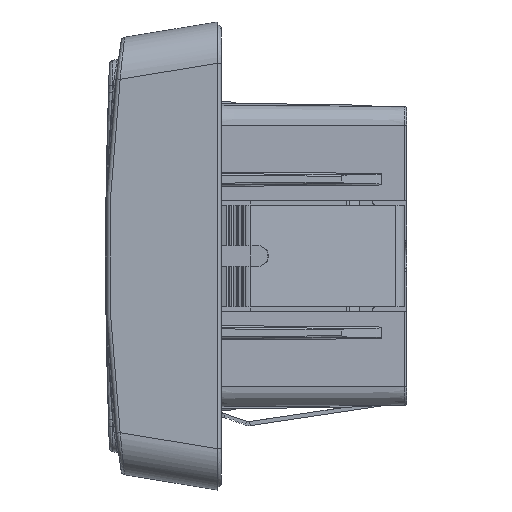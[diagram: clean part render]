
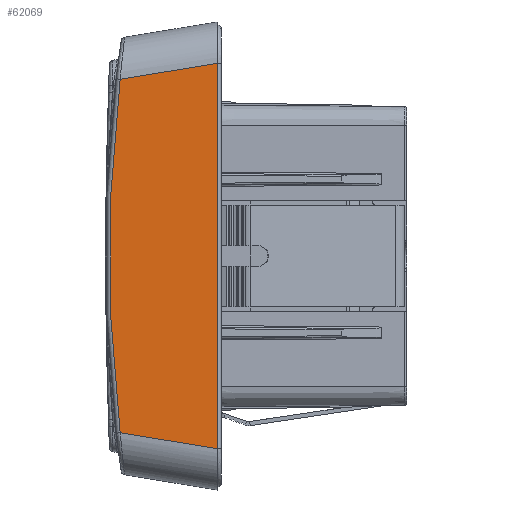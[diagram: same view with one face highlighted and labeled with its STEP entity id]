
A CAD part, left-side view. The second image highlights one B-rep face of the part: STEP entity #62069.
In plain terms, the highlighted planar face has unit normal (-1, 0, 0).
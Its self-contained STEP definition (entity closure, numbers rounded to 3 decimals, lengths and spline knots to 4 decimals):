
#19073=CARTESIAN_POINT('',(-2.175,0.29,0.8686));
#19107=CARTESIAN_POINT('',(-2.175,-6.8666,0.));
#19108=DIRECTION('',(-1.,0.,0.));
#19109=DIRECTION('',(0.,0.993,0.12));
#19110=AXIS2_PLACEMENT_3D('',#19107,#19108,#19109);
#19112=DIRECTION('',(0.,0.987,-0.163));
#19113=VECTOR('',#19112,0.4839);
#19114=CARTESIAN_POINT('',(-2.175,-0.1875,0.9473));
#19115=LINE('',#19114,#19113);
#19116=DIRECTION('',(0.,0.,1.));
#19117=VECTOR('',#19116,1.8946);
#19118=CARTESIAN_POINT('',(-2.175,-0.1875,-0.9473));
#19119=LINE('',#19118,#19117);
#19120=DIRECTION('',(0.,-0.987,
-0.163));
#19121=VECTOR('',#19120,0.4839);
#19122=CARTESIAN_POINT('',(-2.175,0.29,-0.8686));
#19123=LINE('',#19122,#19121);
#22622=VERTEX_POINT('',#19073);
#22623=CARTESIAN_POINT('',(-2.175,-0.1875,0.9473));
#22624=VERTEX_POINT('',#22623);
#22625=CARTESIAN_POINT('',(-2.175,0.29,-0.8686));
#22626=VERTEX_POINT('',#22625);
#22627=CARTESIAN_POINT('',(-2.175,-0.1875,-0.9473));
#22628=VERTEX_POINT('',#22627);
#62057=CARTESIAN_POINT('',(-2.175,0.0775,0.));
#62058=DIRECTION('',(1.,0.,0.));
#62059=DIRECTION('',(0.,0.,1.));
#62060=AXIS2_PLACEMENT_3D('',#62057,#62058,#62059);
#62061=PLANE('',#62060);
#62062=ORIENTED_EDGE('',*,*,#62041,.F.);
#62063=ORIENTED_EDGE('',*,*,#61940,.F.);
#62064=ORIENTED_EDGE('',*,*,#61691,.F.);
#62066=ORIENTED_EDGE('',*,*,#62065,.F.);
#62067=EDGE_LOOP('',(#62062,#62063,#62064,#62066));
#62068=FACE_OUTER_BOUND('',#62067,.F.);
#19111=CIRCLE('',#19110,7.2091);
#61691=EDGE_CURVE('',#22628,#22624,#19119,.T.);
#61940=EDGE_CURVE('',#22624,#22622,#19115,.T.);
#62041=EDGE_CURVE('',#22622,#22626,#19111,.T.);
#62065=EDGE_CURVE('',#22626,#22628,#19123,.T.);
#62069=ADVANCED_FACE('',(#62068),#62061,.F.);
